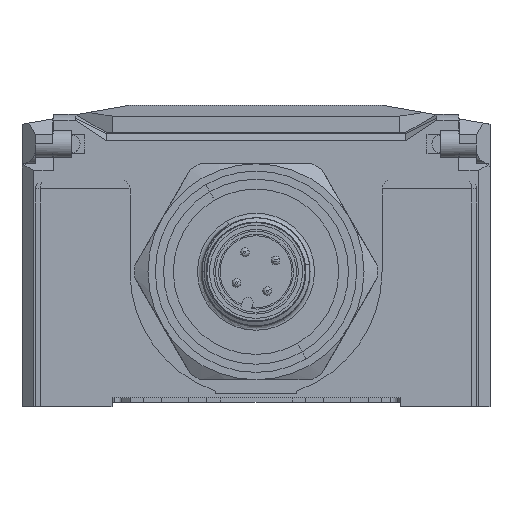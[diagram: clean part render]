
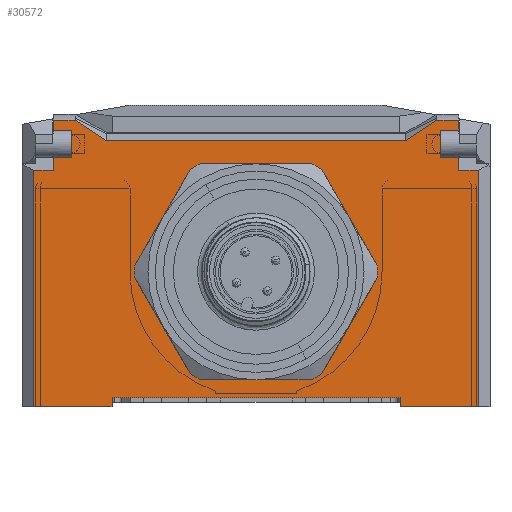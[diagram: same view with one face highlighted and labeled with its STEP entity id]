
A CAD part, front view. The second image highlights one B-rep face of the part: STEP entity #30572.
In plain terms, the highlighted face is planar.
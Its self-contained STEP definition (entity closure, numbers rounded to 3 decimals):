
#231=DIRECTION('',(-1.,0.,0.));
#232=VECTOR('',#231,32.);
#233=CARTESIAN_POINT('',(16.,-14.5,0.));
#234=LINE('',#233,#232);
#235=DIRECTION('',(0.835,0.55,0.));
#236=VECTOR('',#235,4.146);
#237=CARTESIAN_POINT('',(16.623,14.046,0.));
#238=LINE('',#237,#236);
#239=DIRECTION('',(0.835,-0.55,0.));
#240=VECTOR('',#239,4.146);
#241=CARTESIAN_POINT('',(-20.088,16.325,0.));
#242=LINE('',#241,#240);
#243=DIRECTION('',(0.,-1.,0.));
#244=VECTOR('',#243,1.);
#245=CARTESIAN_POINT('',(-16.,-14.5,0.));
#246=LINE('',#245,#244);
#247=CARTESIAN_POINT('',(0.,-0.5,0.));
#248=DIRECTION('',(0.,0.,1.));
#249=DIRECTION('',(0.,-1.,0.));
#250=AXIS2_PLACEMENT_3D('',#247,#248,#249);
#252=CARTESIAN_POINT('',(0.,-0.5,0.));
#253=DIRECTION('',(0.,0.,1.));
#254=DIRECTION('',(0.,1.,0.));
#255=AXIS2_PLACEMENT_3D('',#252,#253,#254);
#278=DIRECTION('',(-1.,0.,0.));
#279=VECTOR('',#278,8.711);
#280=CARTESIAN_POINT('',(-16.,-15.5,0.));
#281=LINE('',#280,#279);
#5729=DIRECTION('',(0.,1.,0.));
#5730=VECTOR('',#5729,26.256);
#5731=CARTESIAN_POINT('',(-24.711,-15.5,0.));
#5732=LINE('',#5731,#5730);
#5737=DIRECTION('',(1.,0.,0.));
#5738=VECTOR('',#5737,2.211);
#5739=CARTESIAN_POINT('',(-24.711,10.756,
0.));
#5740=LINE('',#5739,#5738);
#5753=DIRECTION('',(0.,1.,0.));
#5754=VECTOR('',#5753,1.394);
#5755=CARTESIAN_POINT('',(-22.5,10.756,0.));
#5756=LINE('',#5755,#5754);
#5770=DIRECTION('',(1.,0.,0.));
#5771=VECTOR('',#5770,2.);
#5772=CARTESIAN_POINT('',(-22.5,12.15,0.));
#5773=LINE('',#5772,#5771);
#5783=DIRECTION('',(0.,1.,0.));
#5784=VECTOR('',#5783,3.1);
#5785=CARTESIAN_POINT('',(-20.5,12.15,0.));
#5786=LINE('',#5785,#5784);
#5814=DIRECTION('',(0.,1.,0.));
#5815=VECTOR('',#5814,1.075);
#5816=CARTESIAN_POINT('',(-22.5,15.25,0.));
#5817=LINE('',#5816,#5815);
#6094=DIRECTION('',(-1.,0.,0.));
#6095=VECTOR('',#6094,2.211);
#6096=CARTESIAN_POINT('',(24.711,10.756,
0.));
#6097=LINE('',#6096,#6095);
#11348=DIRECTION('',(0.,-1.,0.));
#11349=VECTOR('',#11348,26.256);
#11350=CARTESIAN_POINT('',(24.711,10.756,
0.));
#11351=LINE('',#11350,#11349);
#11365=DIRECTION('',(-1.,0.,0.));
#11366=VECTOR('',#11365,8.711);
#11367=CARTESIAN_POINT('',(24.711,-15.5,0.));
#11368=LINE('',#11367,#11366);
#12770=DIRECTION('',(0.,-1.,0.));
#12771=VECTOR('',#12770,1.);
#12772=CARTESIAN_POINT('',(16.,-14.5,0.));
#12773=LINE('',#12772,#12771);
#12792=DIRECTION('',(0.,1.,0.));
#12793=VECTOR('',#12792,1.075);
#12794=CARTESIAN_POINT('',(22.5,15.25,0.));
#12795=LINE('',#12794,#12793);
#12804=DIRECTION('',(1.,0.,0.));
#12805=VECTOR('',#12804,2.);
#12806=CARTESIAN_POINT('',(20.5,15.25,0.));
#12807=LINE('',#12806,#12805);
#12821=DIRECTION('',(0.,1.,0.));
#12822=VECTOR('',#12821,3.1);
#12823=CARTESIAN_POINT('',(20.5,12.15,0.));
#12824=LINE('',#12823,#12822);
#12843=DIRECTION('',(-1.,0.,0.));
#12844=VECTOR('',#12843,2.);
#12845=CARTESIAN_POINT('',(22.5,12.15,0.));
#12846=LINE('',#12845,#12844);
#12847=DIRECTION('',(0.,1.,0.));
#12848=VECTOR('',#12847,1.394);
#12849=CARTESIAN_POINT('',(22.5,10.756,0.));
#12850=LINE('',#12849,#12848);
#12918=DIRECTION('',(1.,0.,0.));
#12919=VECTOR('',#12918,2.412);
#12920=CARTESIAN_POINT('',(-22.5,16.325,0.));
#12921=LINE('',#12920,#12919);
#12962=DIRECTION('',(-1.,0.,0.));
#12963=VECTOR('',#12962,33.247);
#12964=CARTESIAN_POINT('',(16.623,14.046,
0.));
#12965=LINE('',#12964,#12963);
#12990=DIRECTION('',(1.,0.,0.));
#12991=VECTOR('',#12990,2.412);
#12992=CARTESIAN_POINT('',(20.088,16.325,
0.));
#12993=LINE('',#12992,#12991);
#18589=DIRECTION('',(-1.,0.,0.));
#18590=VECTOR('',#18589,2.);
#18591=CARTESIAN_POINT('',(-20.5,15.25,0.));
#18592=LINE('',#18591,#18590);
#26148=CARTESIAN_POINT('',(-16.,-14.5,0.));
#26150=VERTEX_POINT('',#26148);
#26152=CARTESIAN_POINT('',(16.,-14.5,0.));
#26153=VERTEX_POINT('',#26152);
#26380=CARTESIAN_POINT('',(-16.,-15.5,0.));
#26381=VERTEX_POINT('',#26380);
#26384=CARTESIAN_POINT('',(16.,-15.5,0.));
#26385=VERTEX_POINT('',#26384);
#26386=CARTESIAN_POINT('',(24.711,-15.5,0.));
#26387=VERTEX_POINT('',#26386);
#26388=CARTESIAN_POINT('',(24.711,10.756,
0.));
#26389=VERTEX_POINT('',#26388);
#26390=CARTESIAN_POINT('',(22.5,10.756,0.));
#26391=VERTEX_POINT('',#26390);
#26392=CARTESIAN_POINT('',(22.5,12.15,0.));
#26393=VERTEX_POINT('',#26392);
#26394=CARTESIAN_POINT('',(20.5,12.15,0.));
#26395=VERTEX_POINT('',#26394);
#26396=CARTESIAN_POINT('',(20.5,15.25,0.));
#26397=VERTEX_POINT('',#26396);
#26398=CARTESIAN_POINT('',(22.5,15.25,0.));
#26399=VERTEX_POINT('',#26398);
#26400=CARTESIAN_POINT('',(22.5,16.325,0.));
#26401=VERTEX_POINT('',#26400);
#26402=CARTESIAN_POINT('',(20.088,16.325,
0.));
#26403=VERTEX_POINT('',#26402);
#26404=CARTESIAN_POINT('',(16.623,14.046,
0.));
#26405=VERTEX_POINT('',#26404);
#26406=CARTESIAN_POINT('',(-16.623,14.046,
0.));
#26407=VERTEX_POINT('',#26406);
#26408=CARTESIAN_POINT('',(-20.088,16.325,
0.));
#26409=VERTEX_POINT('',#26408);
#26410=CARTESIAN_POINT('',(-22.5,16.325,0.));
#26411=VERTEX_POINT('',#26410);
#26412=CARTESIAN_POINT('',(-22.5,15.25,0.));
#26413=VERTEX_POINT('',#26412);
#26414=CARTESIAN_POINT('',(-20.5,15.25,0.));
#26415=VERTEX_POINT('',#26414);
#26416=CARTESIAN_POINT('',(-20.5,12.15,0.));
#26417=VERTEX_POINT('',#26416);
#26418=CARTESIAN_POINT('',(-22.5,12.15,0.));
#26419=VERTEX_POINT('',#26418);
#26420=CARTESIAN_POINT('',(-22.5,10.756,0.));
#26421=VERTEX_POINT('',#26420);
#26422=CARTESIAN_POINT('',(-24.711,10.756,
0.));
#26423=VERTEX_POINT('',#26422);
#26424=CARTESIAN_POINT('',(-24.711,-15.5,0.));
#26425=VERTEX_POINT('',#26424);
#26427=CARTESIAN_POINT('',(0.,-9.69,
0.));
#26429=VERTEX_POINT('',#26427);
#26430=CARTESIAN_POINT('',(0.,8.69,0.));
#26432=VERTEX_POINT('',#26430);
#30512=CARTESIAN_POINT('',(0.,0.412,0.));
#30513=DIRECTION('',(0.,0.,1.));
#30514=DIRECTION('',(-1.,0.,0.));
#30515=AXIS2_PLACEMENT_3D('',#30512,#30513,#30514);
#30516=PLANE('',#30515);
#30518=ORIENTED_EDGE('',*,*,#30517,.F.);
#30520=ORIENTED_EDGE('',*,*,#30519,.T.);
#30522=ORIENTED_EDGE('',*,*,#30521,.F.);
#30524=ORIENTED_EDGE('',*,*,#30523,.F.);
#30526=ORIENTED_EDGE('',*,*,#30525,.T.);
#30528=ORIENTED_EDGE('',*,*,#30527,.T.);
#30530=ORIENTED_EDGE('',*,*,#30529,.T.);
#30532=ORIENTED_EDGE('',*,*,#30531,.T.);
#30534=ORIENTED_EDGE('',*,*,#30533,.T.);
#30536=ORIENTED_EDGE('',*,*,#30535,.T.);
#30538=ORIENTED_EDGE('',*,*,#30537,.F.);
#30540=ORIENTED_EDGE('',*,*,#30539,.F.);
#30542=ORIENTED_EDGE('',*,*,#30541,.T.);
#30544=ORIENTED_EDGE('',*,*,#30543,.F.);
#30546=ORIENTED_EDGE('',*,*,#30545,.F.);
#30548=ORIENTED_EDGE('',*,*,#30547,.F.);
#30550=ORIENTED_EDGE('',*,*,#30549,.F.);
#30552=ORIENTED_EDGE('',*,*,#30551,.F.);
#30554=ORIENTED_EDGE('',*,*,#30553,.F.);
#30556=ORIENTED_EDGE('',*,*,#30555,.F.);
#30558=ORIENTED_EDGE('',*,*,#30557,.F.);
#30560=ORIENTED_EDGE('',*,*,#30559,.F.);
#30562=ORIENTED_EDGE('',*,*,#30561,.F.);
#30564=ORIENTED_EDGE('',*,*,#30563,.F.);
#30565=EDGE_LOOP('',(#30518,#30520,#30522,#30524,#30526,#30528,#30530,#30532,
#30534,#30536,#30538,#30540,#30542,#30544,#30546,#30548,#30550,#30552,#30554,
#30556,#30558,#30560,#30562,#30564));
#30566=FACE_OUTER_BOUND('',#30565,.F.);
#30567=ORIENTED_EDGE('',*,*,#30502,.F.);
#30569=ORIENTED_EDGE('',*,*,#30568,.F.);
#30570=EDGE_LOOP('',(#30567,#30569));
#30571=FACE_BOUND('',#30570,.F.);
#30572=ADVANCED_FACE('',(#30566,#30571),#30516,.F.);
#251=CIRCLE('',#250,9.19);
#256=CIRCLE('',#255,9.19);
#30502=EDGE_CURVE('',#26429,#26432,#251,.T.);
#30517=EDGE_CURVE('',#26153,#26150,#234,.T.);
#30519=EDGE_CURVE('',#26153,#26385,#12773,.T.);
#30521=EDGE_CURVE('',#26387,#26385,#11368,.T.);
#30523=EDGE_CURVE('',#26389,#26387,#11351,.T.);
#30525=EDGE_CURVE('',#26389,#26391,#6097,.T.);
#30527=EDGE_CURVE('',#26391,#26393,#12850,.T.);
#30529=EDGE_CURVE('',#26393,#26395,#12846,.T.);
#30531=EDGE_CURVE('',#26395,#26397,#12824,.T.);
#30533=EDGE_CURVE('',#26397,#26399,#12807,.T.);
#30535=EDGE_CURVE('',#26399,#26401,#12795,.T.);
#30537=EDGE_CURVE('',#26403,#26401,#12993,.T.);
#30539=EDGE_CURVE('',#26405,#26403,#238,.T.);
#30541=EDGE_CURVE('',#26405,#26407,#12965,.T.);
#30543=EDGE_CURVE('',#26409,#26407,#242,.T.);
#30545=EDGE_CURVE('',#26411,#26409,#12921,.T.);
#30547=EDGE_CURVE('',#26413,#26411,#5817,.T.);
#30549=EDGE_CURVE('',#26415,#26413,#18592,.T.);
#30551=EDGE_CURVE('',#26417,#26415,#5786,.T.);
#30553=EDGE_CURVE('',#26419,#26417,#5773,.T.);
#30555=EDGE_CURVE('',#26421,#26419,#5756,.T.);
#30557=EDGE_CURVE('',#26423,#26421,#5740,.T.);
#30559=EDGE_CURVE('',#26425,#26423,#5732,.T.);
#30561=EDGE_CURVE('',#26381,#26425,#281,.T.);
#30563=EDGE_CURVE('',#26150,#26381,#246,.T.);
#30568=EDGE_CURVE('',#26432,#26429,#256,.T.);
